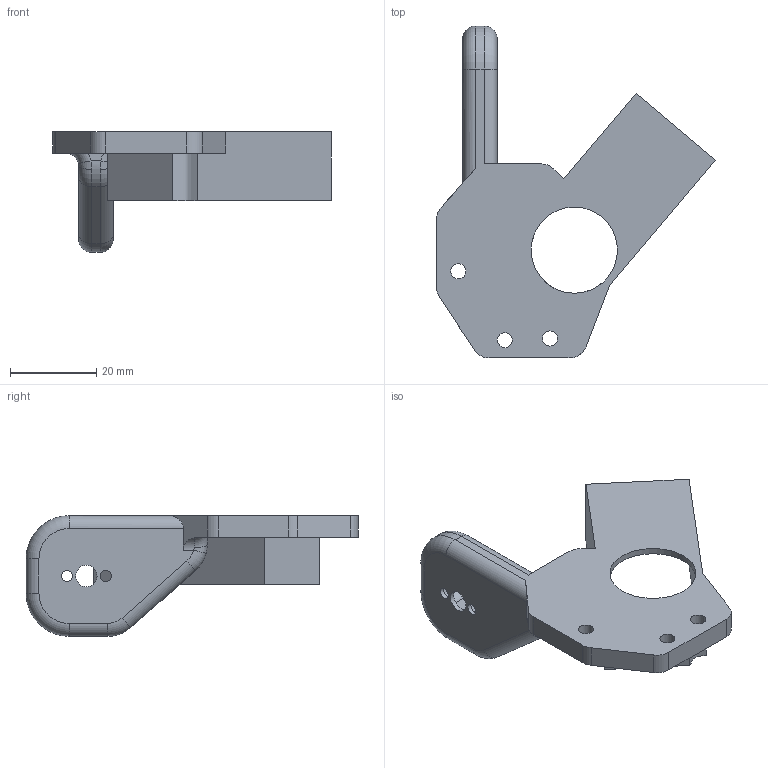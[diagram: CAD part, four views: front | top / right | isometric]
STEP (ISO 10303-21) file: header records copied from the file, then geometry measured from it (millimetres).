
FILE_DESCRIPTION(/* description */ (''),/* implementation_level */ '2;1');
FILE_NAME(/* name */ 'part6 v11_ipt_c0a74353.STEP',/* time_stamp */ '2023-06-22T00:15:25+06:00',/* author */ ('AdminForWorker'),/* organization */ (''),/* preprocessor_version */ 'ST-DEVELOPER v18.1',/* originating_system */ 'Autodesk Inventor 2021',/* authorisation */ '');
FILE_SCHEMA (('AUTOMOTIVE_DESIGN { 1 0 10303 214 3 1 1 }'));
Length unit declared in the file: millimetre
Products named in the file (1): part6
Bounding box: 64.57 x 77 x 28 mm (x, y, z)
Volume: 17524 mm3; surface area: 11379.8 mm2
Topology: 1 solids, 1 shells, 77 faces, 193 edges, 122 vertices
Faces by surface type: plane 32, cylinder 32, torus 10, bspline 3
Full cylindrical faces by diameter (mm): 2.5 x4, 2.6 x2, 3.5 x3, 5 x1, 20 x1
Entity records: 2420 total; most frequent: CARTESIAN_POINT 470, DIRECTION 411, ORIENTED_EDGE 382, EDGE_CURVE 191, AXIS2_PLACEMENT_3D 154, VERTEX_POINT 121, LINE 103, VECTOR 103
